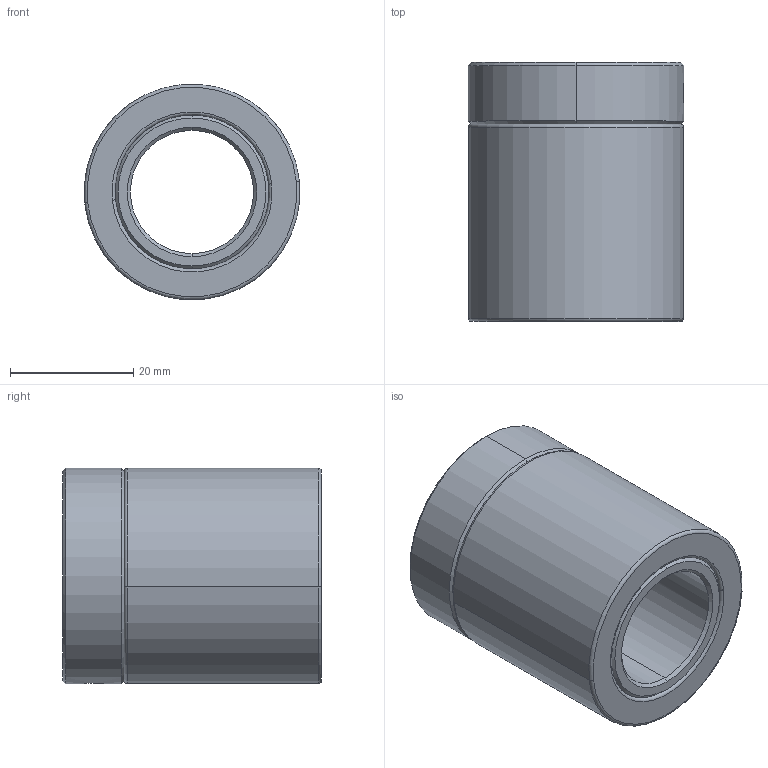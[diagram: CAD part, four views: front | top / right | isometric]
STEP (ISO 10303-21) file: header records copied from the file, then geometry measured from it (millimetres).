
FILE_DESCRIPTION (( 'STEP AP203' ), '1' );
FILE_NAME ('MAG-AM3532C-P08-ID20.STEP', '2020-06-24T06:22:51', ( '' ), ( '' ), 'SwSTEP 2.0', 'SolidWorks 2019', '' );
FILE_SCHEMA (( 'CONFIG_CONTROL_DESIGN' ));
Length unit declared in the file: millimetre
Products named in the file (3): MAG-AM3532C-P08-ID20; MAG-3532-磁圈; MAG-BAL-OD35-ID20-L42-M5 磁性環襯套
Assembly tree (2 placements, depth 2):
  MAG-AM3532C-P08-ID20
    MAG-BAL-OD35-ID20-L42-M5 磁性環襯套
    MAG-3532-磁圈
Bounding box: 35 x 42 x 35 mm (x, y, z)
Volume: 26932.5 mm3; surface area: 14460.1 mm2
Topology: 2 solids, 2 shells, 37 faces, 84 edges, 50 vertices
Faces by surface type: cylinder 14, cone 10, torus 8, plane 5
Entity records: 1561 total; most frequent: CARTESIAN_POINT 400, DIRECTION 202, ORIENTED_EDGE 168, AXIS2_PLACEMENT_3D 88, EDGE_CURVE 84, VERTEX_POINT 50, CIRCLE 46, EDGE_LOOP 44
